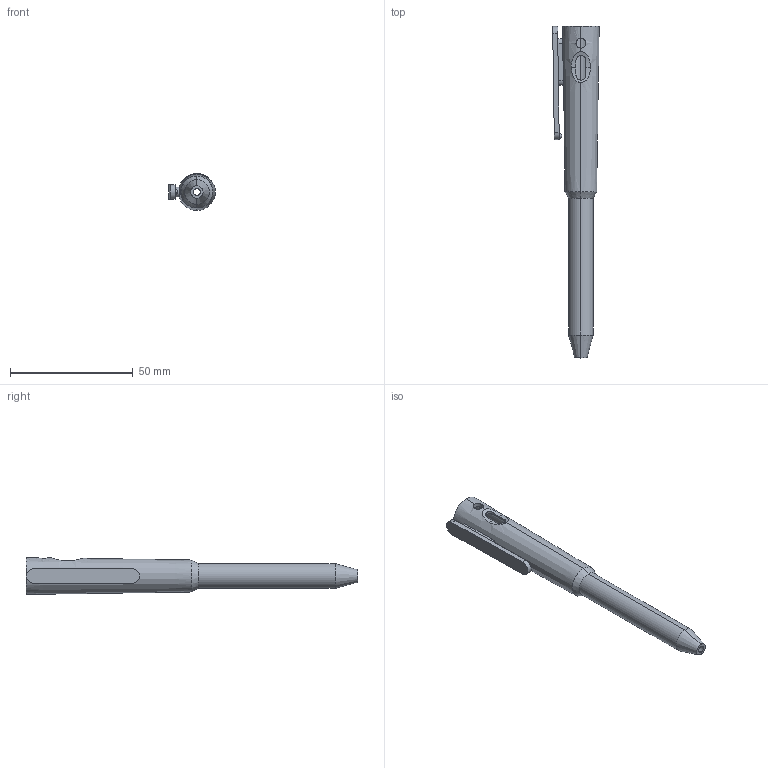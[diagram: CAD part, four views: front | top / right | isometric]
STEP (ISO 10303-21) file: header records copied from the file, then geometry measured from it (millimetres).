
FILE_DESCRIPTION (( 'STEP AP214' ), '1' );
FILE_NAME ('body.STEP', '2022-11-24T22:28:21', ( '' ), ( '' ), 'SwSTEP 2.0', 'SolidWorks 2021', '' );
FILE_SCHEMA (( 'AUTOMOTIVE_DESIGN' ));
Length unit declared in the file: millimetre
Products named in the file (1): body
Bounding box: 19 x 135 x 15 mm (x, y, z)
Volume: 5983.8 mm3; surface area: 9961.5 mm2
Topology: 2 solids, 2 shells, 42 faces, 111 edges, 69 vertices
Faces by surface type: cylinder 18, plane 12, cone 10, sphere 2
Entity records: 1630 total; most frequent: CARTESIAN_POINT 545, DIRECTION 219, ORIENTED_EDGE 218, EDGE_CURVE 109, AXIS2_PLACEMENT_3D 85, VERTEX_POINT 69, LINE 49, VECTOR 49
